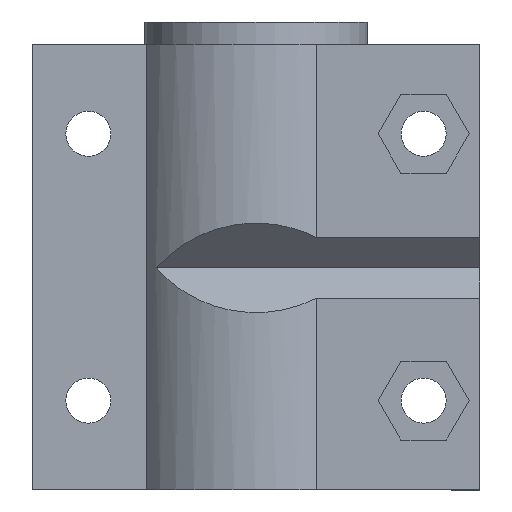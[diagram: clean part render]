
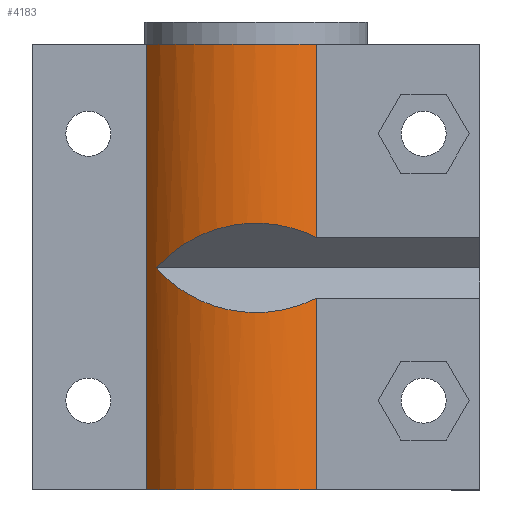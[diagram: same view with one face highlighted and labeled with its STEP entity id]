
A CAD part, front view. The second image highlights one B-rep face of the part: STEP entity #4183.
In plain terms, the highlighted cylindrical face has radius 9.525 mm (diameter 19.05 mm), a partial arc.
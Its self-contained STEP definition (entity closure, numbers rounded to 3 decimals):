
#3955=CARTESIAN_POINT('',(-11.598,3.638,-3.175));
#3956=VERTEX_POINT('',#3955);
#3963=CARTESIAN_POINT('',(-0.201,1.488,-5.325));
#3964=VERTEX_POINT('',#3963);
#3965=CARTESIAN_POINT('',(-4.499,9.988,3.175));
#3966=DIRECTION('',(0.,0.707,-0.707));
#3967=DIRECTION('',(0.,-0.707,-0.707));
#3968=AXIS2_PLACEMENT_3D('',#3965,#3966,#3967);
#3969=ELLIPSE('',#3968,13.47,9.525);
#3970=EDGE_CURVE('',#3964,#3956,#3969,.T.);
#3994=CARTESIAN_POINT('',(-0.201,1.488,-1.025));
#3995=VERTEX_POINT('',#3994);
#4002=CARTESIAN_POINT('',(-4.499,9.988,-9.525));
#4003=DIRECTION('',(0.,0.707,0.707));
#4004=DIRECTION('',(0.,-0.707,0.707));
#4005=AXIS2_PLACEMENT_3D('',#4002,#4003,#4004);
#4006=ELLIPSE('',#4005,13.47,9.525);
#4007=EDGE_CURVE('',#3956,#3995,#4006,.T.);
#4134=CARTESIAN_POINT('',(-4.499,9.988,12.7));
#4135=DIRECTION('',(0.,0.,-1.0));
#4136=DIRECTION('',(0.816,-0.577,0.));
#4137=AXIS2_PLACEMENT_3D('',#4134,#4135,#4136);
#4138=CYLINDRICAL_SURFACE('',#4137,9.525);
#4139=ORIENTED_EDGE('',*,*,#3970,.T.);
#4140=ORIENTED_EDGE('',*,*,#4007,.T.);
#4141=CARTESIAN_POINT('',(-0.201,1.488,12.7));
#4142=VERTEX_POINT('',#4141);
#4143=CARTESIAN_POINT('',(-0.201,1.488,-1.025));
#4144=DIRECTION('',(0.0,0.0,1.0));
#4145=VECTOR('',#4144,13.725);
#4146=LINE('',#4143,#4145);
#4147=EDGE_CURVE('',#3995,#4142,#4146,.T.);
#4148=ORIENTED_EDGE('',*,*,#4147,.T.);
#4149=CARTESIAN_POINT('',(-12.276,4.488,12.7));
#4150=VERTEX_POINT('',#4149);
#4151=CARTESIAN_POINT('',(-4.499,9.988,12.7));
#4152=DIRECTION('',(0.,0.,-1.0));
#4153=DIRECTION('',(0.816,-0.577,0.));
#4154=AXIS2_PLACEMENT_3D('',#4151,#4152,#4153);
#4155=CIRCLE('',#4154,9.525);
#4156=EDGE_CURVE('',#4142,#4150,#4155,.T.);
#4157=ORIENTED_EDGE('',*,*,#4156,.T.);
#4158=CARTESIAN_POINT('',(-12.276,4.488,-18.95));
#4159=VERTEX_POINT('',#4158);
#4160=CARTESIAN_POINT('',(-12.276,4.488,12.7));
#4161=DIRECTION('',(0.0,0.0,-1.0));
#4162=VECTOR('',#4161,31.65);
#4163=LINE('',#4160,#4162);
#4164=EDGE_CURVE('',#4150,#4159,#4163,.T.);
#4165=ORIENTED_EDGE('',*,*,#4164,.T.);
#4166=CARTESIAN_POINT('',(-0.201,1.488,-18.95));
#4167=VERTEX_POINT('',#4166);
#4168=CARTESIAN_POINT('',(-4.499,9.988,-18.95));
#4169=DIRECTION('',(0.,0.,-1.0));
#4170=DIRECTION('',(0.451,-0.892,0.));
#4171=AXIS2_PLACEMENT_3D('',#4168,#4169,#4170);
#4172=CIRCLE('',#4171,9.525);
#4173=EDGE_CURVE('',#4167,#4159,#4172,.T.);
#4174=ORIENTED_EDGE('',*,*,#4173,.F.);
#4175=CARTESIAN_POINT('',(-0.201,1.488,-18.95));
#4176=DIRECTION('',(0.0,0.0,1.0));
#4177=VECTOR('',#4176,13.625);
#4178=LINE('',#4175,#4177);
#4179=EDGE_CURVE('',#4167,#3964,#4178,.T.);
#4180=ORIENTED_EDGE('',*,*,#4179,.T.);
#4181=EDGE_LOOP('',(#4139,#4140,#4148,#4157,#4165,#4174,#4180));
#4182=FACE_OUTER_BOUND('',#4181,.T.);
#4183=ADVANCED_FACE('',(#4182),#4138,.T.);
